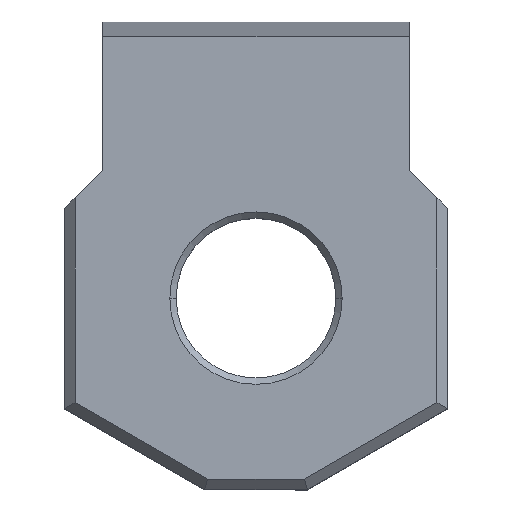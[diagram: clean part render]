
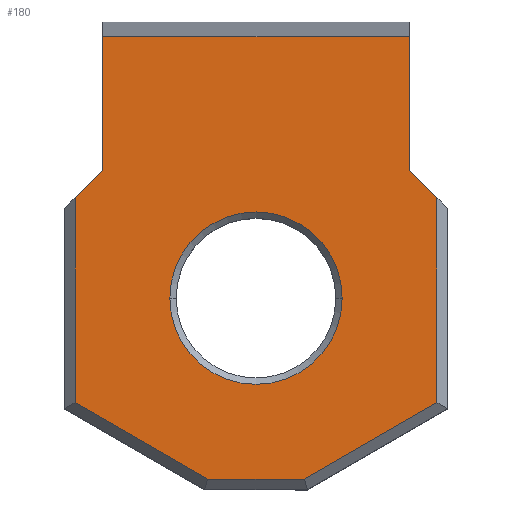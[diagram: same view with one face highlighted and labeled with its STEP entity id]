
A CAD part, top view. The second image highlights one B-rep face of the part: STEP entity #180.
In plain terms, the highlighted planar face has unit normal (0, 0, 1).
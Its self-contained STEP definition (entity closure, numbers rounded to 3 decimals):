
#27 = VERTEX_POINT ( 'NONE', #69 ) ;
#28 = VERTEX_POINT ( 'NONE', #207 ) ;
#62 = ORIENTED_EDGE ( 'NONE', *, *, #1658, .T. ) ;
#69 = CARTESIAN_POINT ( 'NONE',  ( 4.05, 9., 13.859 ) ) ;
#103 = ORIENTED_EDGE ( 'NONE', *, *, #945, .T. ) ;
#115 = EDGE_CURVE ( 'NONE', #1563, #1332, #1484, .T. ) ;
#127 = EDGE_LOOP ( 'NONE', ( #592, #1600, #834, #1305, #62, #1020, #1450, #1278, #1115, #1739 ) ) ;
#133 = CARTESIAN_POINT ( 'NONE',  ( 7.204, 21.274, 13.859 ) ) ;
#155 = VECTOR ( 'NONE', #1542, 1000. ) ;
#180 = ADVANCED_FACE ( 'NONE', ( #190, #237 ), #200, .F. ) ;
#190 = FACE_OUTER_BOUND ( 'NONE', #127, .T. ) ;
#200 = PLANE ( 'NONE',  #1616 ) ;
#207 = CARTESIAN_POINT ( 'NONE',  ( -8.5, 13.719, 13.859 ) ) ;
#210 = DIRECTION ( 'NONE',  ( -1., 0., 0. ) ) ;
#211 = DIRECTION ( 'NONE',  ( 0., 0., -1. ) ) ;
#237 = FACE_BOUND ( 'NONE', #292, .T. ) ;
#246 = AXIS2_PLACEMENT_3D ( 'NONE', #474, #211, #210 ) ;
#260 = DIRECTION ( 'NONE',  ( 0., 0., -1. ) ) ;
#262 = DIRECTION ( 'NONE',  ( 1., 0., 0. ) ) ;
#271 = CARTESIAN_POINT ( 'NONE',  ( 0., 0.5, 13.859 ) ) ;
#276 = LINE ( 'NONE', #271, #897 ) ;
#281 = CARTESIAN_POINT ( 'NONE',  ( 0., 0., 13.859 ) ) ;
#292 = EDGE_LOOP ( 'NONE', ( #103, #1232 ) ) ;
#303 = DIRECTION ( 'NONE',  ( -1., 0., 0. ) ) ;
#346 = EDGE_CURVE ( 'NONE', #696, #643, #1473, .T. ) ;
#349 = VERTEX_POINT ( 'NONE', #1635 ) ;
#380 = EDGE_CURVE ( 'NONE', #1041, #1563, #1612, .T. ) ;
#395 = VERTEX_POINT ( 'NONE', #1602 ) ;
#412 = LINE ( 'NONE', #740, #155 ) ;
#426 = CARTESIAN_POINT ( 'NONE',  ( 2.278, 0.5, 13.859 ) ) ;
#446 = CARTESIAN_POINT ( 'NONE',  ( 8.5, 4.093, 13.859 ) ) ;
#468 = VECTOR ( 'NONE', #1402, 1000. ) ;
#474 = CARTESIAN_POINT ( 'NONE',  ( 0., 9., 13.859 ) ) ;
#481 = DIRECTION ( 'NONE',  ( 0., 1., 0. ) ) ;
#483 = CARTESIAN_POINT ( 'NONE',  ( 7.204, 22., 13.859 ) ) ;
#487 = LINE ( 'NONE', #483, #1287 ) ;
#500 = VECTOR ( 'NONE', #786, 1000. ) ;
#592 = ORIENTED_EDGE ( 'NONE', *, *, #727, .T. ) ;
#627 = DIRECTION ( 'NONE',  ( -1., 0., 0. ) ) ;
#635 = DIRECTION ( 'NONE',  ( 0., 0., -1. ) ) ;
#640 = CARTESIAN_POINT ( 'NONE',  ( 0., 9., 13.859 ) ) ;
#643 = VERTEX_POINT ( 'NONE', #1184 ) ;
#674 = CARTESIAN_POINT ( 'NONE',  ( 7.204, 15.015, 13.859 ) ) ;
#696 = VERTEX_POINT ( 'NONE', #1068 ) ;
#698 = CARTESIAN_POINT ( 'NONE',  ( 8.5, 13.719, 13.859 ) ) ;
#727 = EDGE_CURVE ( 'NONE', #643, #28, #1046, .T. ) ;
#733 = CARTESIAN_POINT ( 'NONE',  ( -8.5, 4.093, 13.859 ) ) ;
#740 = CARTESIAN_POINT ( 'NONE',  ( 0., 21.274, 13.859 ) ) ;
#786 = DIRECTION ( 'NONE',  ( 0.866, -0.5, 0. ) ) ;
#787 = CARTESIAN_POINT ( 'NONE',  ( -0.353, -0.611, 13.859 ) ) ;
#789 = LINE ( 'NONE', #787, #500 ) ;
#799 = DIRECTION ( 'NONE',  ( 0.866, 0.5, 0. ) ) ;
#801 = CARTESIAN_POINT ( 'NONE',  ( 0.353, -0.611, 13.859 ) ) ;
#822 = LINE ( 'NONE', #894, #1341 ) ;
#834 = ORIENTED_EDGE ( 'NONE', *, *, #1711, .T. ) ;
#880 = LINE ( 'NONE', #801, #1718 ) ;
#894 = CARTESIAN_POINT ( 'NONE',  ( -8.5, 0., 13.859 ) ) ;
#897 = VECTOR ( 'NONE', #262, 1000. ) ;
#911 = VERTEX_POINT ( 'NONE', #733 ) ;
#945 = EDGE_CURVE ( 'NONE', #27, #395, #1209, .T. ) ;
#988 = EDGE_CURVE ( 'NONE', #1332, #1334, #487, .T. ) ;
#1020 = ORIENTED_EDGE ( 'NONE', *, *, #380, .T. ) ;
#1035 = DIRECTION ( 'NONE',  ( -0.707, -0.707, 0. ) ) ;
#1039 = CARTESIAN_POINT ( 'NONE',  ( -9., 13.219, 13.859 ) ) ;
#1041 = VERTEX_POINT ( 'NONE', #446 ) ;
#1046 = LINE ( 'NONE', #1039, #1445 ) ;
#1047 = VERTEX_POINT ( 'NONE', #426 ) ;
#1068 = CARTESIAN_POINT ( 'NONE',  ( -7.204, 21.274, 13.859 ) ) ;
#1103 = DIRECTION ( 'NONE',  ( 0., -1., 0. ) ) ;
#1115 = ORIENTED_EDGE ( 'NONE', *, *, #1325, .T. ) ;
#1150 = VECTOR ( 'NONE', #1641, 1000. ) ;
#1160 = EDGE_CURVE ( 'NONE', #349, #1047, #276, .T. ) ;
#1180 = VECTOR ( 'NONE', #1603, 1000. ) ;
#1184 = CARTESIAN_POINT ( 'NONE',  ( -7.204, 15.015, 13.859 ) ) ;
#1209 = CIRCLE ( 'NONE', #1329, 4.05 ) ;
#1232 = ORIENTED_EDGE ( 'NONE', *, *, #1378, .T. ) ;
#1278 = ORIENTED_EDGE ( 'NONE', *, *, #988, .T. ) ;
#1287 = VECTOR ( 'NONE', #481, 1000. ) ;
#1305 = ORIENTED_EDGE ( 'NONE', *, *, #1160, .T. ) ;
#1325 = EDGE_CURVE ( 'NONE', #1334, #696, #412, .T. ) ;
#1329 = AXIS2_PLACEMENT_3D ( 'NONE', #640, #635, #627 ) ;
#1332 = VERTEX_POINT ( 'NONE', #674 ) ;
#1334 = VERTEX_POINT ( 'NONE', #133 ) ;
#1341 = VECTOR ( 'NONE', #1103, 1000. ) ;
#1378 = EDGE_CURVE ( 'NONE', #395, #27, #1736, .T. ) ;
#1402 = DIRECTION ( 'NONE',  ( -0.707, 0.707, 0. ) ) ;
#1445 = VECTOR ( 'NONE', #1035, 1000. ) ;
#1450 = ORIENTED_EDGE ( 'NONE', *, *, #115, .T. ) ;
#1457 = CARTESIAN_POINT ( 'NONE',  ( 7.204, 15.015, 13.859 ) ) ;
#1473 = LINE ( 'NONE', #1645, #1150 ) ;
#1484 = LINE ( 'NONE', #1457, #468 ) ;
#1542 = DIRECTION ( 'NONE',  ( -1., 0., 0. ) ) ;
#1563 = VERTEX_POINT ( 'NONE', #698 ) ;
#1600 = ORIENTED_EDGE ( 'NONE', *, *, #1809, .T. ) ;
#1602 = CARTESIAN_POINT ( 'NONE',  ( -4.05, 9., 13.859 ) ) ;
#1603 = DIRECTION ( 'NONE',  ( 0., 1., 0. ) ) ;
#1606 = CARTESIAN_POINT ( 'NONE',  ( 8.5, 0., 13.859 ) ) ;
#1612 = LINE ( 'NONE', #1606, #1180 ) ;
#1616 = AXIS2_PLACEMENT_3D ( 'NONE', #281, #260, #303 ) ;
#1635 = CARTESIAN_POINT ( 'NONE',  ( -2.278, 0.5, 13.859 ) ) ;
#1641 = DIRECTION ( 'NONE',  ( 0., -1., 0. ) ) ;
#1645 = CARTESIAN_POINT ( 'NONE',  ( -7.204, 22., 13.859 ) ) ;
#1658 = EDGE_CURVE ( 'NONE', #1047, #1041, #880, .T. ) ;
#1711 = EDGE_CURVE ( 'NONE', #911, #349, #789, .T. ) ;
#1718 = VECTOR ( 'NONE', #799, 1000. ) ;
#1736 = CIRCLE ( 'NONE', #246, 4.05 ) ;
#1739 = ORIENTED_EDGE ( 'NONE', *, *, #346, .T. ) ;
#1809 = EDGE_CURVE ( 'NONE', #28, #911, #822, .T. ) ;
